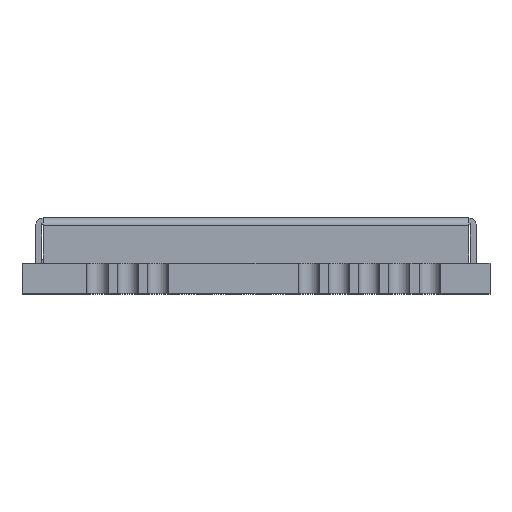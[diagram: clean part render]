
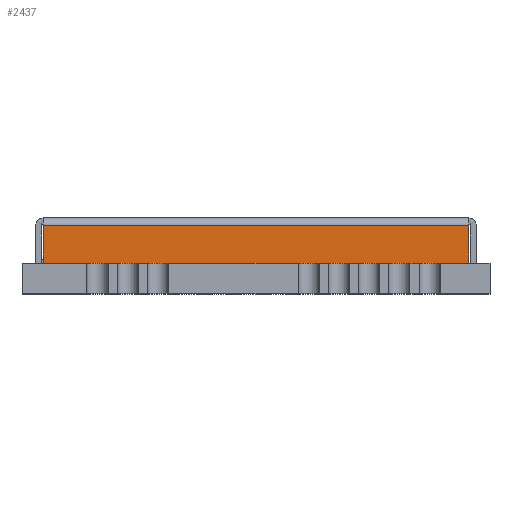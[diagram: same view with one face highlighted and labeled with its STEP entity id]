
A CAD part, top view. The second image highlights one B-rep face of the part: STEP entity #2437.
In plain terms, the highlighted planar face has unit normal (0, 0, 1).
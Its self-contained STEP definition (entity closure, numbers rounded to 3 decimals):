
#908=DIRECTION('',(1.,0.,0.));
#909=VECTOR('',#908,14.1);
#910=CARTESIAN_POINT('',(0.25,-0.25,0.));
#911=LINE('',#910,#909);
#915=DIRECTION('',(0.,1.,0.));
#916=VECTOR('',#915,1.25);
#917=CARTESIAN_POINT('',(14.35,-1.5,0.));
#918=LINE('',#917,#916);
#922=DIRECTION('',(-1.,0.,0.));
#923=VECTOR('',#922,14.1);
#924=CARTESIAN_POINT('',(14.35,-1.5,0.));
#925=LINE('',#924,#923);
#929=DIRECTION('',(0.,1.,0.));
#930=VECTOR('',#929,1.25);
#931=CARTESIAN_POINT('',(0.25,-1.5,0.));
#932=LINE('',#931,#930);
#1645=CARTESIAN_POINT('',(14.35,-1.5,0.));
#1646=CARTESIAN_POINT('',(0.25,-1.5,0.));
#1647=VERTEX_POINT('',#1645);
#1648=VERTEX_POINT('',#1646);
#1674=CARTESIAN_POINT('',(14.35,-0.25,0.));
#1676=VERTEX_POINT('',#1674);
#1677=CARTESIAN_POINT('',(0.25,-0.25,0.));
#1678=VERTEX_POINT('',#1677);
#2426=CARTESIAN_POINT('',(0.,0.,0.));
#2427=DIRECTION('',(0.,0.,1.));
#2428=DIRECTION('',(1.,0.,0.));
#2429=AXIS2_PLACEMENT_3D('',#2426,#2427,#2428);
#2430=PLANE('',#2429);
#2431=ORIENTED_EDGE('',*,*,#1965,.T.);
#2432=ORIENTED_EDGE('',*,*,#1986,.F.);
#2433=ORIENTED_EDGE('',*,*,#2330,.T.);
#2434=ORIENTED_EDGE('',*,*,#1946,.T.);
#2435=EDGE_LOOP('',(#2431,#2432,#2433,#2434));
#2436=FACE_OUTER_BOUND('',#2435,.F.);
#1946=EDGE_CURVE('',#1648,#1678,#932,.T.);
#1965=EDGE_CURVE('',#1678,#1676,#911,.T.);
#1986=EDGE_CURVE('',#1647,#1676,#918,.T.);
#2330=EDGE_CURVE('',#1647,#1648,#925,.T.);
#2437=ADVANCED_FACE('',(#2436),#2430,.T.);
